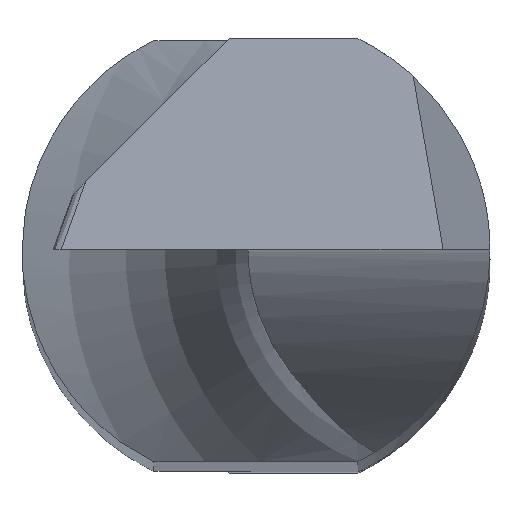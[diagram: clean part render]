
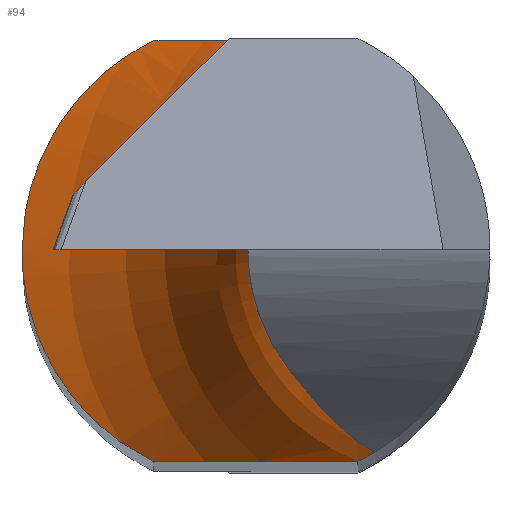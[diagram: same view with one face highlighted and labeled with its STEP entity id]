
A CAD part, top view. The second image highlights one B-rep face of the part: STEP entity #94.
In plain terms, the highlighted toroidal (fillet/blend) face has major radius 3.25 mm and minor radius 2 mm.
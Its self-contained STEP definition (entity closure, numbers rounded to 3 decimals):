
#29=TOROIDAL_SURFACE('',#927,3.25,2.);
#94=ADVANCED_FACE('',(#140),#29,.F.);
#140=FACE_OUTER_BOUND('',#179,.T.);
#179=EDGE_LOOP('',(#330,#331,#332,#333,#334,#335,#336,#337,#338));
#202=CIRCLE('',#925,1.25);
#203=CIRCLE('',#926,1.25);
#330=ORIENTED_EDGE('',*,*,#586,.F.);
#331=ORIENTED_EDGE('',*,*,#587,.F.);
#332=ORIENTED_EDGE('',*,*,#552,.F.);
#333=ORIENTED_EDGE('',*,*,#585,.F.);
#334=ORIENTED_EDGE('',*,*,#588,.F.);
#335=ORIENTED_EDGE('',*,*,#589,.F.);
#336=ORIENTED_EDGE('',*,*,#590,.F.);
#337=ORIENTED_EDGE('',*,*,#561,.F.);
#338=ORIENTED_EDGE('',*,*,#591,.F.);
#463=VERTEX_POINT('',#1448);
#464=VERTEX_POINT('',#1456);
#472=VERTEX_POINT('',#1522);
#473=VERTEX_POINT('',#1529);
#489=VERTEX_POINT('',#1657);
#490=VERTEX_POINT('',#1664);
#491=VERTEX_POINT('',#1665);
#492=VERTEX_POINT('',#1680);
#493=VERTEX_POINT('',#1694);
#552=EDGE_CURVE('',#463,#464,#649,.T.);
#561=EDGE_CURVE('',#472,#473,#654,.T.);
#585=EDGE_CURVE('',#489,#463,#667,.T.);
#586=EDGE_CURVE('',#490,#491,#202,.T.);
#587=EDGE_CURVE('',#464,#490,#203,.T.);
#588=EDGE_CURVE('',#492,#489,#668,.T.);
#589=EDGE_CURVE('',#493,#492,#669,.T.);
#590=EDGE_CURVE('',#473,#493,#670,.T.);
#591=EDGE_CURVE('',#491,#472,#671,.T.);
#649=B_SPLINE_CURVE_WITH_KNOTS('',3,(#1449,#1450,#1451,#1452,#1453,#1454,
#1455),.UNSPECIFIED.,.F.,.F.,(4,3,4),(0.,0.547,1.),
 .UNSPECIFIED.);
#654=B_SPLINE_CURVE_WITH_KNOTS('',3,(#1523,#1524,#1525,#1526,#1527,#1528),
 .UNSPECIFIED.,.F.,.F.,(4,1,1,4),(0.,0.333,0.667,1.),
 .UNSPECIFIED.);
#667=B_SPLINE_CURVE_WITH_KNOTS('',3,(#1658,#1659,#1660,#1661),
 .UNSPECIFIED.,.F.,.F.,(4,4),(0.,1.),.UNSPECIFIED.);
#668=B_SPLINE_CURVE_WITH_KNOTS('',3,(#1667,#1668,#1669,#1670,#1671,#1672,
#1673,#1674,#1675,#1676,#1677,#1678,#1679),.UNSPECIFIED.,.F.,.F.,(4,3,3,
3,4),(0.,0.297,0.593,0.889,1.),
 .UNSPECIFIED.);
#669=B_SPLINE_CURVE_WITH_KNOTS('',3,(#1681,#1682,#1683,#1684,#1685,#1686,
#1687,#1688,#1689,#1690,#1691,#1692,#1693),.UNSPECIFIED.,.F.,.F.,(4,3,3,
3,4),(0.,0.294,0.588,0.883,1.),
 .UNSPECIFIED.);
#670=B_SPLINE_CURVE_WITH_KNOTS('',3,(#1695,#1696,#1697,#1698),
 .UNSPECIFIED.,.F.,.F.,(4,4),(0.,1.),.UNSPECIFIED.);
#671=B_SPLINE_CURVE_WITH_KNOTS('',3,(#1699,#1700,#1701,#1702,#1703,#1704,
#1705),.UNSPECIFIED.,.F.,.F.,(4,3,4),(0.,0.717,1.),
 .UNSPECIFIED.);
#925=AXIS2_PLACEMENT_3D('',#1663,#1046,#1047);
#926=AXIS2_PLACEMENT_3D('',#1666,#1048,#1049);
#927=AXIS2_PLACEMENT_3D('',#1706,#1050,#1051);
#1046=DIRECTION('',(0.,0.,1.));
#1047=DIRECTION('',(-1.,0.,0.));
#1048=DIRECTION('',(0.,0.,1.));
#1049=DIRECTION('',(-0.251,0.968,0.));
#1050=DIRECTION('',(0.,0.,-1.));
#1051=DIRECTION('',(-1.,0.,0.));
#1448=CARTESIAN_POINT('',(0.654,1.35,18.788));
#1449=CARTESIAN_POINT('',(0.654,1.35,18.788));
#1450=CARTESIAN_POINT('',(0.739,1.309,18.93));
#1451=CARTESIAN_POINT('',(0.801,1.269,19.089));
#1452=CARTESIAN_POINT('',(0.839,1.243,19.253));
#1453=CARTESIAN_POINT('',(0.871,1.222,19.389));
#1454=CARTESIAN_POINT('',(0.886,1.21,19.532));
#1455=CARTESIAN_POINT('',(0.886,1.21,19.673));
#1456=CARTESIAN_POINT('',(0.886,1.21,19.673));
#1522=CARTESIAN_POINT('',(0.759,-1.294,19.));
#1523=CARTESIAN_POINT('',(0.759,-1.294,19.));
#1524=CARTESIAN_POINT('',(0.749,-1.299,18.975));
#1525=CARTESIAN_POINT('',(0.728,-1.312,18.927));
#1526=CARTESIAN_POINT('',(0.693,-1.331,18.856));
#1527=CARTESIAN_POINT('',(0.667,-1.343,18.811));
#1528=CARTESIAN_POINT('',(0.654,-1.35,18.788));
#1529=CARTESIAN_POINT('',(0.654,-1.35,18.788));
#1657=CARTESIAN_POINT('',(-0.654,1.35,17.917));
#1658=CARTESIAN_POINT('',(-0.654,1.35,17.917));
#1659=CARTESIAN_POINT('',(-0.167,1.35,18.131));
#1660=CARTESIAN_POINT('',(0.236,1.35,18.471));
#1661=CARTESIAN_POINT('',(0.654,1.35,18.788));
#1663=CARTESIAN_POINT('',(1.2,0.,19.673));
#1664=CARTESIAN_POINT('',(-0.05,0.,19.673));
#1665=CARTESIAN_POINT('',(0.224,-0.781,19.673));
#1666=CARTESIAN_POINT('',(1.2,0.,19.673));
#1667=CARTESIAN_POINT('',(-1.5,0.,17.75));
#1668=CARTESIAN_POINT('',(-1.5,0.166,17.75));
#1669=CARTESIAN_POINT('',(-1.472,0.335,17.753));
#1670=CARTESIAN_POINT('',(-1.417,0.492,17.761));
#1671=CARTESIAN_POINT('',(-1.362,0.649,17.769));
#1672=CARTESIAN_POINT('',(-1.28,0.799,17.78));
#1673=CARTESIAN_POINT('',(-1.178,0.929,17.798));
#1674=CARTESIAN_POINT('',(-1.076,1.058,17.816));
#1675=CARTESIAN_POINT('',(-0.95,1.172,17.841));
#1676=CARTESIAN_POINT('',(-0.814,1.26,17.874));
#1677=CARTESIAN_POINT('',(-0.762,1.293,17.887));
#1678=CARTESIAN_POINT('',(-0.709,1.323,17.901));
#1679=CARTESIAN_POINT('',(-0.654,1.35,17.917));
#1680=CARTESIAN_POINT('',(-1.5,0.,17.75));
#1681=CARTESIAN_POINT('',(-0.654,-1.35,17.917));
#1682=CARTESIAN_POINT('',(-0.798,-1.28,17.876));
#1683=CARTESIAN_POINT('',(-0.934,-1.185,17.845));
#1684=CARTESIAN_POINT('',(-1.051,-1.07,17.822));
#1685=CARTESIAN_POINT('',(-1.167,-0.956,17.799));
#1686=CARTESIAN_POINT('',(-1.267,-0.82,17.783));
#1687=CARTESIAN_POINT('',(-1.341,-0.673,17.772));
#1688=CARTESIAN_POINT('',(-1.415,-0.525,17.761));
#1689=CARTESIAN_POINT('',(-1.465,-0.362,17.755));
#1690=CARTESIAN_POINT('',(-1.487,-0.198,17.752));
#1691=CARTESIAN_POINT('',(-1.496,-0.133,17.751));
#1692=CARTESIAN_POINT('',(-1.5,-0.066,17.75));
#1693=CARTESIAN_POINT('',(-1.5,0.,17.75));
#1694=CARTESIAN_POINT('',(-0.654,-1.35,17.917));
#1695=CARTESIAN_POINT('',(0.654,-1.35,18.788));
#1696=CARTESIAN_POINT('',(0.236,-1.35,18.471));
#1697=CARTESIAN_POINT('',(-0.167,-1.35,18.131));
#1698=CARTESIAN_POINT('',(-0.654,-1.35,17.917));
#1699=CARTESIAN_POINT('',(0.224,-0.781,19.673));
#1700=CARTESIAN_POINT('',(0.319,-0.899,19.487));
#1701=CARTESIAN_POINT('',(0.424,-1.031,19.309));
#1702=CARTESIAN_POINT('',(0.567,-1.154,19.161));
#1703=CARTESIAN_POINT('',(0.623,-1.203,19.101));
#1704=CARTESIAN_POINT('',(0.687,-1.251,19.047));
#1705=CARTESIAN_POINT('',(0.759,-1.294,19.));
#1706=CARTESIAN_POINT('',(1.2,0.,19.673));
